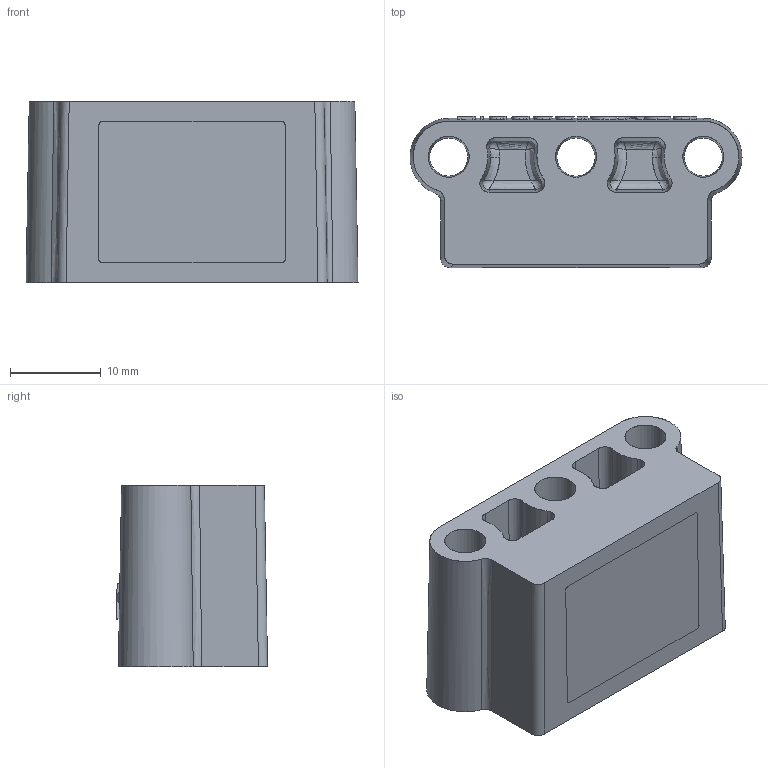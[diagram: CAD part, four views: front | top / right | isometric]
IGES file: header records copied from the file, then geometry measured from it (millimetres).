
Start section: SolidWorks IGES file using analytic representation for surfaces
Global section: file name: 518736_Positionsgeber,_ungeführt_Z-TP1-P06~00.IGS; native system: SolidWorks 2011; preprocessor: SolidWorks 2011; author: widmaier; date: 120604.101540; units: millimetre
Bounding box: 36.5 x 16.61 x 20 mm (x, y, z)
Surface area: 6655.9 mm2 (no closed solid volume)
Topology: 0 solids, 0 shells, 598 faces, 4625 edges, 4577 vertices
Faces by surface type: bspline 369, revolution 229
